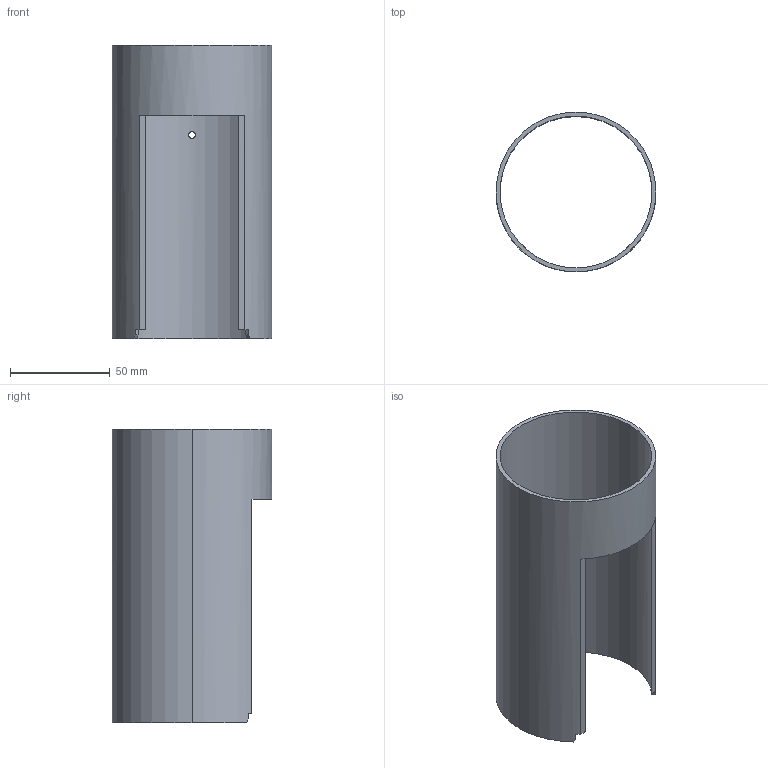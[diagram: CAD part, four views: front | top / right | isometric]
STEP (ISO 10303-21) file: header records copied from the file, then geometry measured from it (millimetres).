
FILE_DESCRIPTION (( 'STEP AP214' ), '1' );
FILE_NAME ('Ind-2-0060_B1.STEP', '2018-10-02T14:30:21', ( '' ), ( '' ), 'SwSTEP 2.0', 'SolidWorks 2014', '' );
FILE_SCHEMA (( 'AUTOMOTIVE_DESIGN' ));
Length unit declared in the file: millimetre
Products named in the file (1): Ind-2-0060_B1
Bounding box: 80 x 80 x 147 mm (x, y, z)
Volume: 59832.7 mm3; surface area: 61535.9 mm2
Topology: 1 solids, 1 shells, 19 faces, 52 edges, 34 vertices
Faces by surface type: plane 11, cylinder 6, cone 2
Entity records: 756 total; most frequent: CARTESIAN_POINT 232, ORIENTED_EDGE 104, DIRECTION 102, EDGE_CURVE 52, AXIS2_PLACEMENT_3D 38, VERTEX_POINT 34, VECTOR 26, LINE 26
